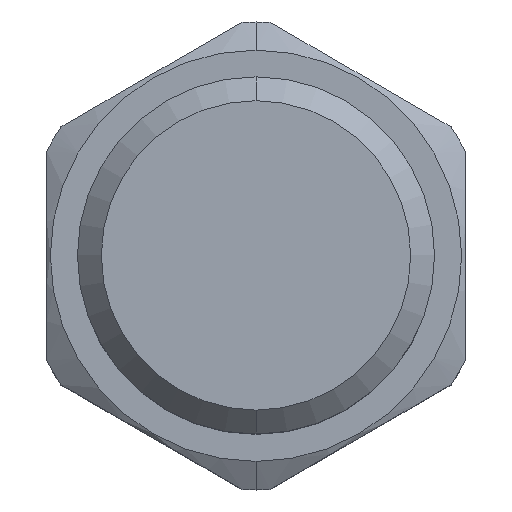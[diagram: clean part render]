
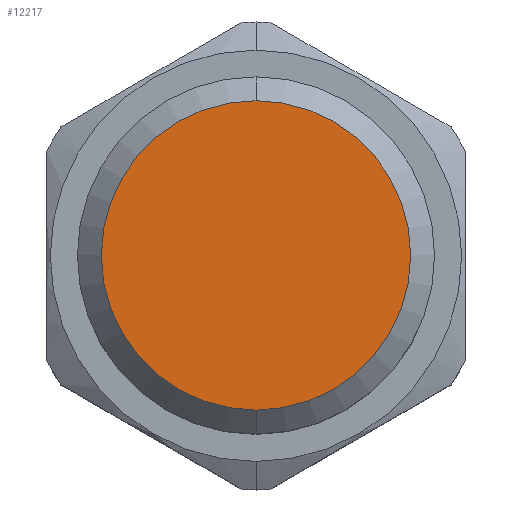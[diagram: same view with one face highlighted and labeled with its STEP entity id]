
A CAD part, top view. The second image highlights one B-rep face of the part: STEP entity #12217.
In plain terms, the highlighted planar face has unit normal (0, 0, 1).
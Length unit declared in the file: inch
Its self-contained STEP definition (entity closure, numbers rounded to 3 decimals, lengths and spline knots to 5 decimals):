
#5433=CARTESIAN_POINT('',(0.,0.,4.5285));
#5434=DIRECTION('',(0.,0.,1.));
#5435=DIRECTION('',(0.,-1.,0.));
#5436=AXIS2_PLACEMENT_3D('',#5433,#5434,#5435);
#5451=CARTESIAN_POINT('',(0.,0.,4.5285));
#5452=DIRECTION('',(0.,0.,1.));
#5453=DIRECTION('',(0.,1.,0.));
#5454=AXIS2_PLACEMENT_3D('',#5451,#5452,#5453);
#6081=CARTESIAN_POINT('',(0.,0.3235,4.5285));
#6082=CARTESIAN_POINT('',(0.,-0.3235,4.5285));
#6083=VERTEX_POINT('',#6081);
#6084=VERTEX_POINT('',#6082);
#12207=CARTESIAN_POINT('',(0.,0.,4.5285));
#12208=DIRECTION('',(0.,0.,1.));
#12209=DIRECTION('',(0.,1.,0.));
#12210=AXIS2_PLACEMENT_3D('',#12207,#12208,#12209);
#12211=PLANE('',#12210);
#12212=ORIENTED_EDGE('',*,*,#12197,.F.);
#12214=ORIENTED_EDGE('',*,*,#12213,.F.);
#12215=EDGE_LOOP('',(#12212,#12214));
#12216=FACE_OUTER_BOUND('',#12215,.F.);
#12217=ADVANCED_FACE('',(#12216),#12211,.T.);
#5437=CIRCLE('',#5436,0.3235);
#5455=CIRCLE('',#5454,0.3235);
#12197=EDGE_CURVE('',#6084,#6083,#5437,.T.);
#12213=EDGE_CURVE('',#6083,#6084,#5455,.T.);
